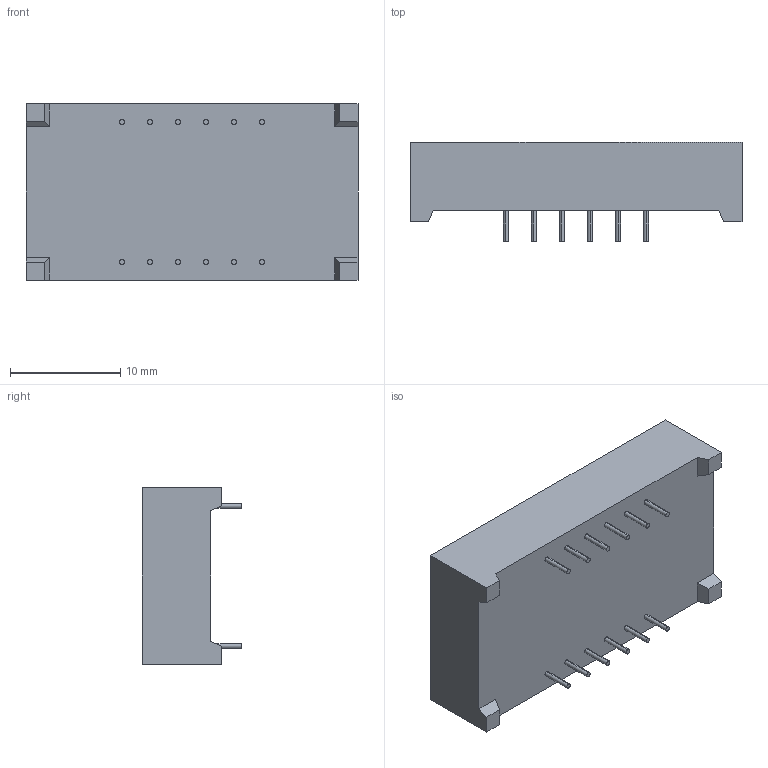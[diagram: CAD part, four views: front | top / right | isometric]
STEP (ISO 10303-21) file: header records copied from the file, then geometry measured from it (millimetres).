
FILE_DESCRIPTION (( 'STEP AP203' ), '1' );
FILE_NAME ('SD-4301_X.STEP', '2023-06-27T08:53:41', ( '' ), ( '' ), 'SwSTEP 2.0', 'SolidWorks 2019', '' );
FILE_SCHEMA (( 'CONFIG_CONTROL_DESIGN' ));
Length unit declared in the file: millimetre
Products named in the file (1): SD-4301_X
Bounding box: 30.1 x 9 x 16 mm (x, y, z)
Volume: 2997.7 mm3; surface area: 1628.9 mm2
Topology: 1 solids, 1 shells, 210 faces, 516 edges, 344 vertices
Faces by surface type: plane 180, cylinder 30
Entity records: 6197 total; most frequent: CARTESIAN_POINT 1071, ORIENTED_EDGE 1032, DIRECTION 998, EDGE_CURVE 516, LINE 456, VECTOR 456, VERTEX_POINT 344, AXIS2_PLACEMENT_3D 271
